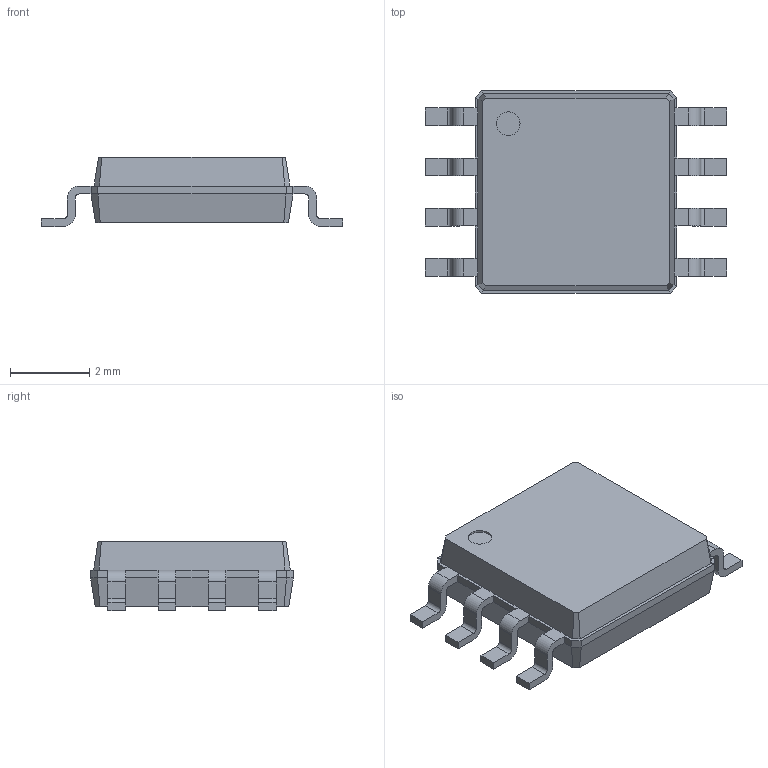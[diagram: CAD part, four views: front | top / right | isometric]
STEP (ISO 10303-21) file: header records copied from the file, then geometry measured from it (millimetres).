
FILE_DESCRIPTION(('FreeCAD Model'),'2;1');
FILE_NAME('soic_8_58x53_p127.step', '2015-12-06T19:07:26',('Author'),(''), 'Open CASCADE STEP processor 6.8','FreeCAD','Unknown');
FILE_SCHEMA(('AUTOMOTIVE_DESIGN_CC2 { 1 2 10303 214 -1 1 5 4 }'));
Length unit declared in the file: millimetre
Products named in the file (1): soic_8_58x53_p127
Bounding box: 7.62 x 5.13 x 1.75 mm (x, y, z)
Volume: 41.8 mm3; surface area: 100.3 mm2
Topology: 1 solids, 1 shells, 156 faces, 403 edges, 250 vertices
Faces by surface type: plane 91, cylinder 33, bspline 32
Full cylindrical faces by diameter (mm): 0.6 x1
Entity records: 10990 total; most frequent: CARTESIAN_POINT 2032, DIRECTION 1381, LINE 965, VECTOR 965, ORIENTED_EDGE 806, PCURVE 806, DEFINITIONAL_REPRESENTATION 806, EDGE_CURVE 403
